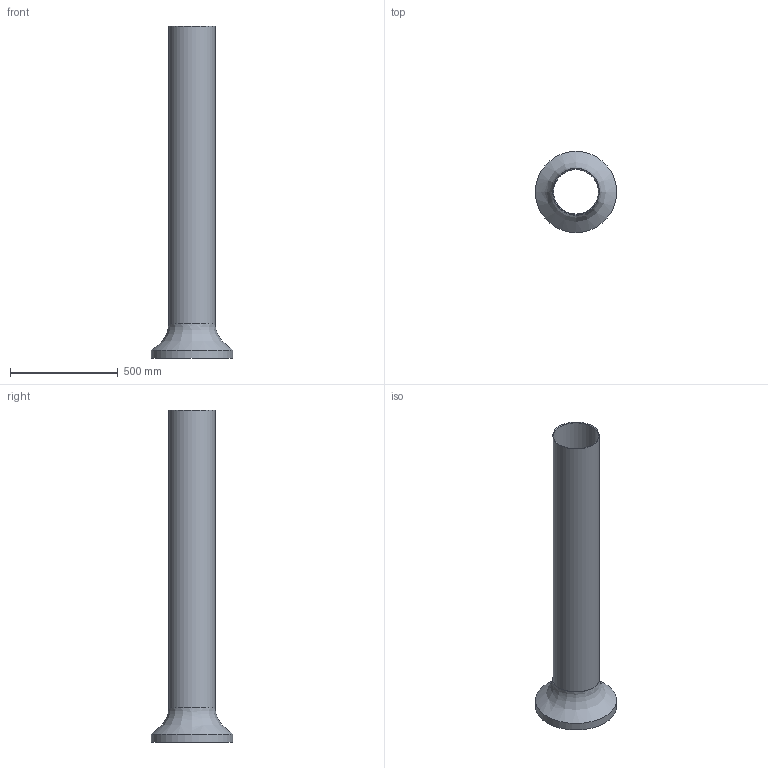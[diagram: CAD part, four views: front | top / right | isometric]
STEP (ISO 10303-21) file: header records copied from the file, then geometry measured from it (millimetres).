
FILE_DESCRIPTION(/* description */ ('STEP AP242','CAx-IF Rec.Pracs.---Representation and Presentation of Product Manufacturing Information (PMI)---4.0---2014-10-13','CAx-IF Rec.Pracs.---3D Tessellated Geometry---0.4---2014-09-14','2;1'),/* implementation_level */ '2;1');
FILE_NAME(/* name */ '61f6a95174beb127beddfb59',/* time_stamp */ '2022-01-30T15:05:54+00:00',/* author */ (''),/* organization */ (''),/* preprocessor_version */ 'ST-DEVELOPER v18.101',/* originating_system */ ' ',/* authorisation */ ' ');
FILE_SCHEMA (('AP242_MANAGED_MODEL_BASED_3D_ENGINEERING_MIM_LF { 1 0 10303 442 1 1 4 }'));
Length unit declared in the file: metre
Products named in the file (1): inner_shell
Bounding box: 375.97 x 375.97 x 1539.47 mm (x, y, z)
Volume: 4178826.7 mm3; surface area: 2193369.5 mm2
Topology: 1 solids, 1 shells, 8 faces, 15 edges, 8 vertices
Faces by surface type: cylinder 4, bspline 2, cone 1, plane 1
Full cylindrical faces by diameter (mm): 209.55 x1, 215.9 x1, 363.274 x1, 375.974 x1
Entity records: 1057 total; most frequent: CARTESIAN_POINT 898, DIRECTION 30, ORIENTED_EDGE 16, EDGE_LOOP 16, FACE_BOUND 16, AXIS2_PLACEMENT_3D 15, EDGE_CURVE 8, VERTEX_POINT 8
